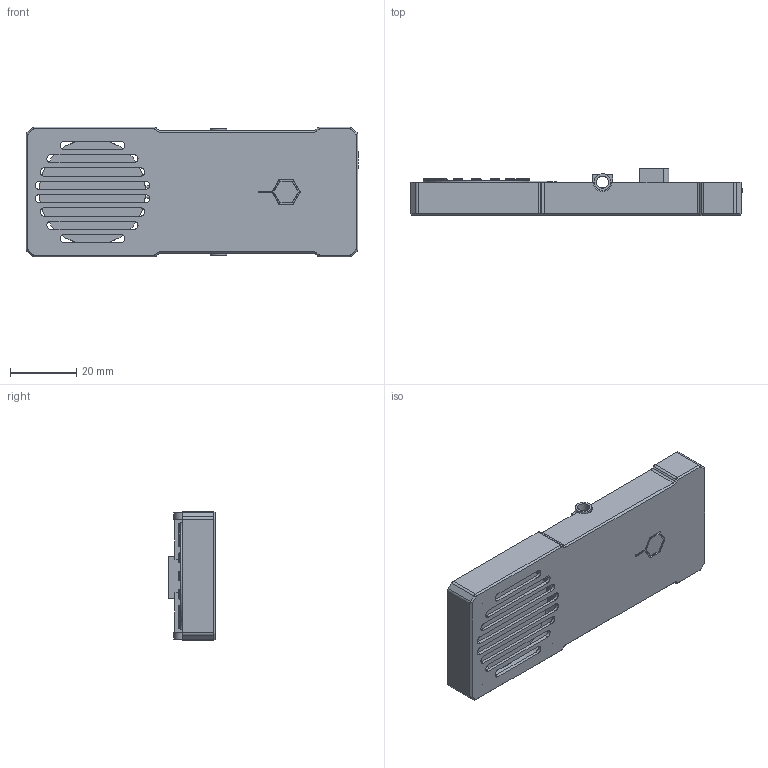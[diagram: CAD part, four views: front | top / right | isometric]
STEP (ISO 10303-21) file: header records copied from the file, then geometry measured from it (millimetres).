
FILE_DESCRIPTION(/* description */ (''),/* implementation_level */ '2;1');
FILE_NAME(/* name */ 'Fanatone Violet Microphone Case 2 v5.step',/* time_stamp */ '2016-02-16T23:10:43+01:00',/* author */ (''),/* organization */ (''),/* preprocessor_version */ 'ST-DEVELOPER v16.2',/* originating_system */ 'Autodesk Translation Framework v4.3.0.3010',/* authorisation */ '');
FILE_SCHEMA (('AUTOMOTIVE_DESIGN { 1 0 10303 214 3 1 1 }'));
Length unit declared in the file: centimetre
Products named in the file (10): Fanatone Violet Microphone Case 2 v5; Housing; Fanatone Large Diaphragm Condenser Capsule v5; Top Ring; base; Shell; Diaphragm; Component5; Component6; PCB
Assembly tree (25 placements, depth 3):
  Fanatone Violet Microphone Case 2 v5
    Housing
    Fanatone Large Diaphragm Condenser Capsule v5
      Top Ring
      base
      Shell
      Diaphragm
      Component5  x16
      Component6  x2
    PCB
Bounding box: 100 x 14.15 x 39 mm (x, y, z)
Volume: 19748.9 mm3; surface area: 25762.6 mm2
Topology: 90 solids, 90 shells, 1164 faces, 2819 edges, 1878 vertices
Faces by surface type: plane 750, cylinder 174, bspline 169, cone 71
Full cylindrical faces by diameter (mm): 0.6 x2, 0.8 x2, 1.9 x16, 2 x53, 2.671 x8, 2.9 x16, 3 x2, 3.6 x2, 4.826 x1, 5 x2, 25.5 x1, 26 x2, 31 x1, 32 x2, 36 x1
Entity records: 30258 total; most frequent: CARTESIAN_POINT 7773, ORIENTED_EDGE 4590, DIRECTION 4009, EDGE_CURVE 2295, LINE 1615, VECTOR 1615, VERTEX_POINT 1569, EDGE_LOOP 1246
